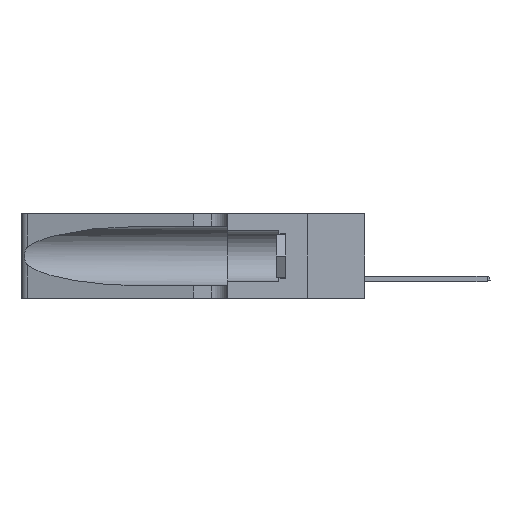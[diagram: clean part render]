
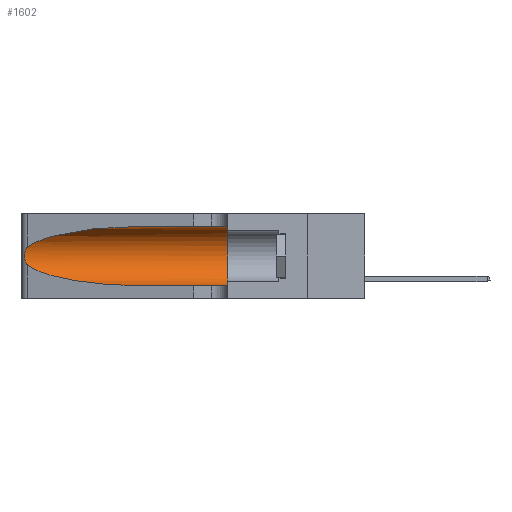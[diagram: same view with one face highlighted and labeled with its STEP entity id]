
A CAD part, left-side view. The second image highlights one B-rep face of the part: STEP entity #1602.
In plain terms, the highlighted cylindrical face has radius 3.308 mm (diameter 6.617 mm), a partial arc.
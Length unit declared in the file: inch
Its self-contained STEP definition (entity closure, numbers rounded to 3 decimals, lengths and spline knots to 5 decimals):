
#1145 = CARTESIAN_POINT ( 'NONE',  ( 0.25555, 1.22994, 0.2215 ) ) ;
#1357 = VERTEX_POINT ( 'NONE', #21890 ) ;
#1602 = ADVANCED_FACE ( 'NONE', ( #20881 ), #23575, .F. ) ;
#1749 = ORIENTED_EDGE ( 'NONE', *, *, #11795, .T. ) ;
#2002 = CARTESIAN_POINT ( 'NONE',  ( 0.25487, 1.22718, 0.14631 ) ) ;
#3114 = CARTESIAN_POINT ( 'NONE',  ( 0.26017, 1.23833, 0.17102 ) ) ;
#3194 = CARTESIAN_POINT ( 'NONE',  ( 0.25555, 1.22993, 0.14849 ) ) ;
#3452 = CARTESIAN_POINT ( 'NONE',  ( 0.25787, 1.23484, 0.2124 ) ) ;
#3994 = ORIENTED_EDGE ( 'NONE', *, *, #14254, .T. ) ;
#4804 = EDGE_LOOP ( 'NONE', ( #3994, #9284, #1749, #9239, #24697, #9391 ) ) ;
#5228 = CARTESIAN_POINT ( 'NONE',  ( 0.1305, 0.72297, 0.31525 ) ) ;
#5245 = CARTESIAN_POINT ( 'NONE',  ( 0.26075, 1.23896, 0.19203 ) ) ;
#5336 = CARTESIAN_POINT ( 'NONE',  ( 0.25854, 1.2359, 0.20912 ) ) ;
#5745 = CARTESIAN_POINT ( 'NONE',  ( 0.1305, 0.35, 0.185 ) ) ;
#5832 = DIRECTION ( 'NONE',  ( 0., 1., 0. ) ) ;
#6425 = VERTEX_POINT ( 'NONE', #5228 ) ;
#6658 = CARTESIAN_POINT ( 'NONE',  ( 0.25487, 1.22718, 0.14631 ) ) ;
#6735 = CARTESIAN_POINT ( 'NONE',  ( 0.1305, 0.35, 0.05475 ) ) ;
#7146 = AXIS2_PLACEMENT_3D ( 'NONE', #5745, #5832, #7792 ) ;
#7155 = VECTOR ( 'NONE', #12840, 39.37008 ) ;
#7252 = CARTESIAN_POINT ( 'NONE',  ( 0.2373, 1.15595, 0.28018 ) ) ;
#7437 = CARTESIAN_POINT ( 'NONE',  ( 0.25487, 1.22718, 0.22369 ) ) ;
#7550 = CARTESIAN_POINT ( 'NONE',  ( 0.1305, 0.72297, 0.05475 ) ) ;
#7792 = DIRECTION ( 'NONE',  ( 0., 0., 1. ) ) ;
#8250 = EDGE_CURVE ( 'NONE', #16796, #21759, #19843, .T. ) ;
#8708 = CARTESIAN_POINT ( 'NONE',  ( 0.1305, 0.72297, 0.05475 ) ) ;
#9173 = CARTESIAN_POINT ( 'NONE',  ( 0.25856, 1.23593, 0.16098 ) ) ;
#9239 = ORIENTED_EDGE ( 'NONE', *, *, #8250, .T. ) ;
#9257 = CARTESIAN_POINT ( 'NONE',  ( 0.25487, 1.22718, 0.14631 ) ) ;
#9284 = ORIENTED_EDGE ( 'NONE', *, *, #22798, .T. ) ;
#9391 = ORIENTED_EDGE ( 'NONE', *, *, #20908, .F. ) ;
#10577 = CARTESIAN_POINT ( 'NONE',  ( 0.18966, 0.96281, 0.05475 ) ) ;
#10776 = VECTOR ( 'NONE', #17400, 39.37008 ) ;
#10873 = CARTESIAN_POINT ( 'NONE',  ( 0.25487, 1.22718, 0.22369 ) ) ;
#11215 = CARTESIAN_POINT ( 'NONE',  ( 0.25789, 1.23486, 0.15765 ) ) ;
#11444 = CARTESIAN_POINT ( 'NONE',  ( 0.1305, 1.61858, 0.31525 ) ) ;
#11445 = AXIS2_PLACEMENT_3D ( 'NONE', #24939, #11619, #20964 ) ;
#11619 = DIRECTION ( 'NONE',  ( 0., -1., 0. ) ) ;
#11757 = B_SPLINE_CURVE_WITH_KNOTS ( 'NONE', 3,
 ( #12833, #1145, #16778, #3452, #5336, #13080, #5245, #18875, #3114, #9173, #11215, #24535, #3194, #9257 ),
 .UNSPECIFIED., .F., .F.,
 ( 4, 2, 2, 2, 2, 2, 4 ),
 ( 0., 0.00027, 0.00053, 0.00107, 0.0016, 0.00187, 0.00214 ),
 .UNSPECIFIED. ) ;
#11795 = EDGE_CURVE ( 'NONE', #23126, #16796, #17323, .T. ) ;
#12833 = CARTESIAN_POINT ( 'NONE',  ( 0.25487, 1.22718, 0.22369 ) ) ;
#12840 = DIRECTION ( 'NONE',  ( 0., -1., 0. ) ) ;
#12860 =( BOUNDED_CURVE ( )  B_SPLINE_CURVE ( 3, ( #20178, #14298, #7252, #7437 ),
 .UNSPECIFIED., .F., .F. ) 
 B_SPLINE_CURVE_WITH_KNOTS ( ( 4, 4 ),
 ( 1.5708, 2.84003 ),
 .UNSPECIFIED. ) 
 CURVE ( )  GEOMETRIC_REPRESENTATION_ITEM ( )  RATIONAL_B_SPLINE_CURVE ( ( 1., 0.87, 0.87, 1. ) ) 
 REPRESENTATION_ITEM ( '' )  );
#13080 = CARTESIAN_POINT ( 'NONE',  ( 0.26018, 1.23835, 0.19895 ) ) ;
#14211 = EDGE_CURVE ( 'NONE', #1357, #21759, #23299, .T. ) ;
#14254 = EDGE_CURVE ( 'NONE', #6425, #20927, #12860, .T. ) ;
#14298 = CARTESIAN_POINT ( 'NONE',  ( 0.18966, 0.96281, 0.31525 ) ) ;
#14722 = CARTESIAN_POINT ( 'NONE',  ( 0.2373, 1.15595, 0.08982 ) ) ;
#16778 = CARTESIAN_POINT ( 'NONE',  ( 0.25639, 1.23184, 0.21858 ) ) ;
#16796 = VERTEX_POINT ( 'NONE', #7550 ) ;
#17323 =( BOUNDED_CURVE ( )  B_SPLINE_CURVE ( 3, ( #6658, #14722, #10577, #8708 ),
 .UNSPECIFIED., .F., .F. ) 
 B_SPLINE_CURVE_WITH_KNOTS ( ( 4, 4 ),
 ( 3.44316, 4.71239 ),
 .UNSPECIFIED. ) 
 CURVE ( )  GEOMETRIC_REPRESENTATION_ITEM ( )  RATIONAL_B_SPLINE_CURVE ( ( 1., 0.87, 0.87, 1. ) ) 
 REPRESENTATION_ITEM ( '' )  );
#17400 = DIRECTION ( 'NONE',  ( 0., -1., 0. ) ) ;
#18875 = CARTESIAN_POINT ( 'NONE',  ( 0.26075, 1.23896, 0.178 ) ) ;
#19843 = LINE ( 'NONE', #22517, #7155 ) ;
#20178 = CARTESIAN_POINT ( 'NONE',  ( 0.1305, 0.72297, 0.31525 ) ) ;
#20881 = FACE_OUTER_BOUND ( 'NONE', #4804, .T. ) ;
#20908 = EDGE_CURVE ( 'NONE', #6425, #1357, #23177, .T. ) ;
#20927 = VERTEX_POINT ( 'NONE', #10873 ) ;
#20964 = DIRECTION ( 'NONE',  ( 0., 0., -1. ) ) ;
#21759 = VERTEX_POINT ( 'NONE', #6735 ) ;
#21890 = CARTESIAN_POINT ( 'NONE',  ( 0.1305, 0.35, 0.31525 ) ) ;
#22517 = CARTESIAN_POINT ( 'NONE',  ( 0.1305, 1.61858, 0.05475 ) ) ;
#22798 = EDGE_CURVE ( 'NONE', #20927, #23126, #11757, .T. ) ;
#23126 = VERTEX_POINT ( 'NONE', #2002 ) ;
#23177 = LINE ( 'NONE', #11444, #10776 ) ;
#23299 = CIRCLE ( 'NONE', #7146, 0.13025 ) ;
#23575 = CYLINDRICAL_SURFACE ( 'NONE', #11445, 0.13025 ) ;
#24535 = CARTESIAN_POINT ( 'NONE',  ( 0.25639, 1.23186, 0.15144 ) ) ;
#24697 = ORIENTED_EDGE ( 'NONE', *, *, #14211, .F. ) ;
#24939 = CARTESIAN_POINT ( 'NONE',  ( 0.1305, 1.61858, 0.185 ) ) ;
